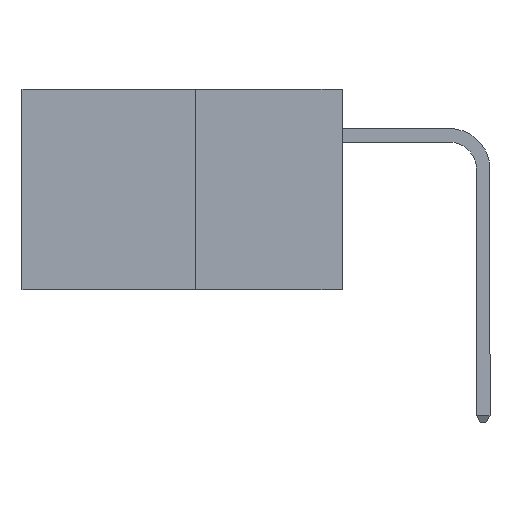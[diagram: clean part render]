
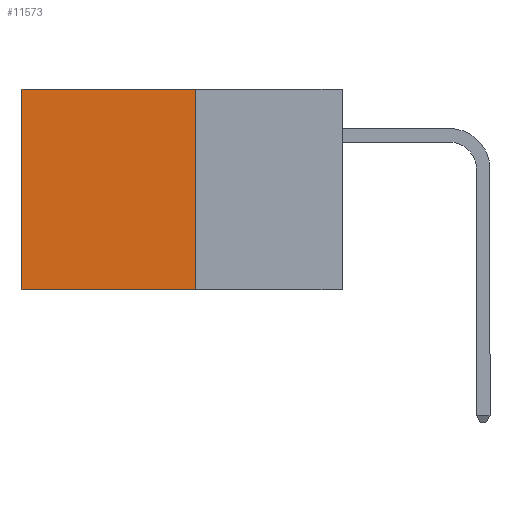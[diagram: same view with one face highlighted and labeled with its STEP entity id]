
A CAD part, left-side view. The second image highlights one B-rep face of the part: STEP entity #11573.
In plain terms, the highlighted planar face has unit normal (-1, 0, 0).
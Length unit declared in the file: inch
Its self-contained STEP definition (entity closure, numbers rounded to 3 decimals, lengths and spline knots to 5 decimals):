
#1414 = LINE ( 'NONE', #5868, #2129 ) ;
#2129 = VECTOR ( 'NONE', #23912, 39.37008 ) ;
#2812 = PLANE ( 'NONE',  #19920 ) ;
#3167 = LINE ( 'NONE', #28106, #20506 ) ;
#4605 = CARTESIAN_POINT ( 'NONE',  ( 0.277, 0.59, 0. ) ) ;
#4984 = CARTESIAN_POINT ( 'NONE',  ( 0.277, 0.27, 0. ) ) ;
#5868 = CARTESIAN_POINT ( 'NONE',  ( 0.277, 0.27, -0.37 ) ) ;
#5990 = FACE_OUTER_BOUND ( 'NONE', #18566, .T. ) ;
#7559 = CARTESIAN_POINT ( 'NONE',  ( 0.277, 0.59, -0.37 ) ) ;
#8451 = ORIENTED_EDGE ( 'NONE', *, *, #28854, .T. ) ;
#8850 = VERTEX_POINT ( 'NONE', #25310 ) ;
#9686 = CARTESIAN_POINT ( 'NONE',  ( 0.277, 0.27, -0.37 ) ) ;
#11573 = ADVANCED_FACE ( 'NONE', ( #5990 ), #2812, .F. ) ;
#11962 = DIRECTION ( 'NONE',  ( 0., 0., -1. ) ) ;
#12277 = VERTEX_POINT ( 'NONE', #7559 ) ;
#12851 = VECTOR ( 'NONE', #23606, 39.37008 ) ;
#13419 = EDGE_CURVE ( 'NONE', #27531, #28532, #19855, .T. ) ;
#13633 = EDGE_CURVE ( 'NONE', #27531, #8850, #1414, .T. ) ;
#13866 = VECTOR ( 'NONE', #14096, 39.37008 ) ;
#14096 = DIRECTION ( 'NONE',  ( 0., 1., 0. ) ) ;
#14560 = CARTESIAN_POINT ( 'NONE',  ( 0.277, 0.27, -0.37 ) ) ;
#17037 = DIRECTION ( 'NONE',  ( 0., 0., -1. ) ) ;
#18566 = EDGE_LOOP ( 'NONE', ( #8451, #23779, #27396, #28266 ) ) ;
#19534 = LINE ( 'NONE', #14560, #12851 ) ;
#19855 = LINE ( 'NONE', #4984, #13866 ) ;
#19920 = AXIS2_PLACEMENT_3D ( 'NONE', #9686, #25406, #11962 ) ;
#20506 = VECTOR ( 'NONE', #17037, 39.37008 ) ;
#23606 = DIRECTION ( 'NONE',  ( 0., 1., 0. ) ) ;
#23779 = ORIENTED_EDGE ( 'NONE', *, *, #27473, .F. ) ;
#23912 = DIRECTION ( 'NONE',  ( 0., 0., -1. ) ) ;
#25310 = CARTESIAN_POINT ( 'NONE',  ( 0.277, 0.27, -0.37 ) ) ;
#25406 = DIRECTION ( 'NONE',  ( 1., 0., 0. ) ) ;
#26033 = CARTESIAN_POINT ( 'NONE',  ( 0.277, 0.27, 0. ) ) ;
#27396 = ORIENTED_EDGE ( 'NONE', *, *, #13633, .F. ) ;
#27473 = EDGE_CURVE ( 'NONE', #8850, #12277, #19534, .T. ) ;
#27531 = VERTEX_POINT ( 'NONE', #26033 ) ;
#28106 = CARTESIAN_POINT ( 'NONE',  ( 0.277, 0.59, -0.37 ) ) ;
#28266 = ORIENTED_EDGE ( 'NONE', *, *, #13419, .T. ) ;
#28532 = VERTEX_POINT ( 'NONE', #4605 ) ;
#28854 = EDGE_CURVE ( 'NONE', #28532, #12277, #3167, .T. ) ;
